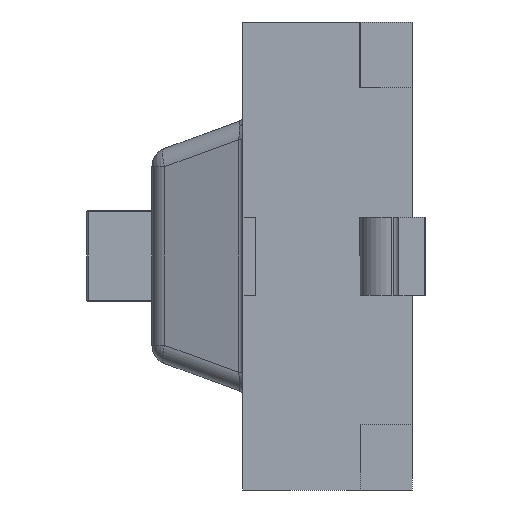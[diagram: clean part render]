
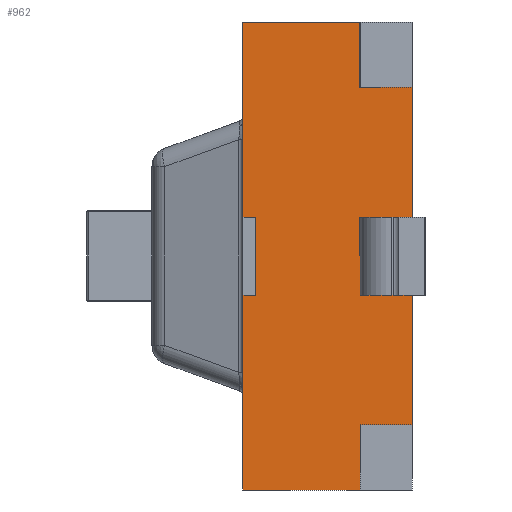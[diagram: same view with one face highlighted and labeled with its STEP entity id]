
A CAD part, left-side view. The second image highlights one B-rep face of the part: STEP entity #962.
In plain terms, the highlighted planar face has unit normal (-1, 0, 0).
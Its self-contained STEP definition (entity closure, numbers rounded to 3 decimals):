
#29 = CARTESIAN_POINT ( 'NONE',  ( -3.05, 1.2, -0.3 ) ) ;
#35 = DIRECTION ( 'NONE',  ( -1., 0., 0. ) ) ;
#53 = FACE_OUTER_BOUND ( 'NONE', #3148, .T. ) ;
#64 = CARTESIAN_POINT ( 'NONE',  ( -3.05, 1.3, -0.3 ) ) ;
#78 = EDGE_LOOP ( 'NONE', ( #219, #1464, #911, #3193 ) ) ;
#164 = VECTOR ( 'NONE', #807, 1000. ) ;
#219 = ORIENTED_EDGE ( 'NONE', *, *, #1068, .F. ) ;
#243 = VERTEX_POINT ( 'NONE', #3983 ) ;
#295 = VECTOR ( 'NONE', #3345, 1000. ) ;
#311 = VERTEX_POINT ( 'NONE', #528 ) ;
#322 = EDGE_CURVE ( 'NONE', #2933, #2924, #1127, .T. ) ;
#332 = CARTESIAN_POINT ( 'NONE',  ( -3.05, 0.2, -0.3 ) ) ;
#340 = VECTOR ( 'NONE', #1742, 1000. ) ;
#350 = VERTEX_POINT ( 'NONE', #1507 ) ;
#460 = CARTESIAN_POINT ( 'NONE',  ( -3.05, 0.4, 1.3 ) ) ;
#470 = EDGE_CURVE ( 'NONE', #243, #311, #1528, .T. ) ;
#482 = VECTOR ( 'NONE', #3688, 1000. ) ;
#498 = CARTESIAN_POINT ( 'NONE',  ( -3.05, 1.2, -0.3 ) ) ;
#503 = VERTEX_POINT ( 'NONE', #3647 ) ;
#520 = EDGE_CURVE ( 'NONE', #4090, #1153, #759, .T. ) ;
#528 = CARTESIAN_POINT ( 'NONE',  ( -3.05, 1.3, 1.8 ) ) ;
#552 = EDGE_CURVE ( 'NONE', #350, #940, #1045, .T. ) ;
#556 = CARTESIAN_POINT ( 'NONE',  ( -3.05, 1.3, -0.3 ) ) ;
#567 = CARTESIAN_POINT ( 'NONE',  ( -3.05, 0.4, 1.3 ) ) ;
#601 = VECTOR ( 'NONE', #3307, 1000. ) ;
#619 = VECTOR ( 'NONE', #2685, 1000. ) ;
#728 = DIRECTION ( 'NONE',  ( 0., -1., 0. ) ) ;
#752 = LINE ( 'NONE', #3356, #2695 ) ;
#755 = PLANE ( 'NONE',  #1737 ) ;
#759 = LINE ( 'NONE', #2670, #601 ) ;
#807 = DIRECTION ( 'NONE',  ( 0., 0., -1. ) ) ;
#840 = CARTESIAN_POINT ( 'NONE',  ( -3.05, 0., 1.3 ) ) ;
#865 = VECTOR ( 'NONE', #4120, 1000. ) ;
#870 = CARTESIAN_POINT ( 'NONE',  ( -3.05, 0.4, -1.3 ) ) ;
#911 = ORIENTED_EDGE ( 'NONE', *, *, #1695, .F. ) ;
#940 = VERTEX_POINT ( 'NONE', #2624 ) ;
#962 = ADVANCED_FACE ( 'NONE', ( #53, #2348 ), #755, .T. ) ;
#964 = ORIENTED_EDGE ( 'NONE', *, *, #1193, .T. ) ;
#1011 = DIRECTION ( 'NONE',  ( 0., 0., 1. ) ) ;
#1039 = LINE ( 'NONE', #460, #619 ) ;
#1045 = LINE ( 'NONE', #1721, #3761 ) ;
#1068 = EDGE_CURVE ( 'NONE', #4041, #350, #1118, .T. ) ;
#1104 = CARTESIAN_POINT ( 'NONE',  ( -3.05, 0.4, -1.3 ) ) ;
#1114 = EDGE_CURVE ( 'NONE', #2047, #4090, #3449, .T. ) ;
#1118 = LINE ( 'NONE', #1441, #1396 ) ;
#1127 = LINE ( 'NONE', #556, #340 ) ;
#1141 = ORIENTED_EDGE ( 'NONE', *, *, #520, .T. ) ;
#1150 = CARTESIAN_POINT ( 'NONE',  ( -3.05, 1.2, 0.3 ) ) ;
#1153 = VERTEX_POINT ( 'NONE', #567 ) ;
#1193 = EDGE_CURVE ( 'NONE', #1819, #2933, #2940, .T. ) ;
#1294 = VERTEX_POINT ( 'NONE', #1150 ) ;
#1335 = VECTOR ( 'NONE', #2930, 1000. ) ;
#1385 = EDGE_CURVE ( 'NONE', #2188, #4041, #3176, .T. ) ;
#1396 = VECTOR ( 'NONE', #2391, 1000. ) ;
#1404 = LINE ( 'NONE', #2633, #295 ) ;
#1441 = CARTESIAN_POINT ( 'NONE',  ( -3.05, 0.4, 0.3 ) ) ;
#1464 = ORIENTED_EDGE ( 'NONE', *, *, #1385, .F. ) ;
#1493 = CARTESIAN_POINT ( 'NONE',  ( -3.05, 0., -1.3 ) ) ;
#1507 = CARTESIAN_POINT ( 'NONE',  ( -3.05, 0.4, 0.3 ) ) ;
#1520 = ORIENTED_EDGE ( 'NONE', *, *, #1772, .T. ) ;
#1528 = LINE ( 'NONE', #2814, #1335 ) ;
#1538 = EDGE_CURVE ( 'NONE', #3751, #2047, #1404, .T. ) ;
#1562 = EDGE_CURVE ( 'NONE', #1628, #3751, #3000, .T. ) ;
#1589 = EDGE_CURVE ( 'NONE', #503, #1294, #2439, .T. ) ;
#1628 = VERTEX_POINT ( 'NONE', #1825 ) ;
#1695 = EDGE_CURVE ( 'NONE', #940, #2188, #752, .T. ) ;
#1718 = ORIENTED_EDGE ( 'NONE', *, *, #1114, .T. ) ;
#1721 = CARTESIAN_POINT ( 'NONE',  ( -3.05, 0.4, -0.3 ) ) ;
#1730 = ORIENTED_EDGE ( 'NONE', *, *, #2869, .T. ) ;
#1737 = AXIS2_PLACEMENT_3D ( 'NONE', #2263, #35, #1011 ) ;
#1741 = ORIENTED_EDGE ( 'NONE', *, *, #322, .T. ) ;
#1742 = DIRECTION ( 'NONE',  ( 0., 0., -1. ) ) ;
#1746 = CARTESIAN_POINT ( 'NONE',  ( -3.05, 1.3, 1.8 ) ) ;
#1772 = EDGE_CURVE ( 'NONE', #1294, #1819, #2990, .T. ) ;
#1809 = CARTESIAN_POINT ( 'NONE',  ( -3.05, 0.2, 0.3 ) ) ;
#1819 = VERTEX_POINT ( 'NONE', #498 ) ;
#1825 = CARTESIAN_POINT ( 'NONE',  ( -3.05, 0.4, -1.8 ) ) ;
#1888 = VECTOR ( 'NONE', #2433, 1000. ) ;
#1942 = CARTESIAN_POINT ( 'NONE',  ( -3.05, 1.3, -1.8 ) ) ;
#2047 = VERTEX_POINT ( 'NONE', #1493 ) ;
#2066 = LINE ( 'NONE', #1746, #164 ) ;
#2188 = VERTEX_POINT ( 'NONE', #332 ) ;
#2204 = ORIENTED_EDGE ( 'NONE', *, *, #2582, .T. ) ;
#2263 = CARTESIAN_POINT ( 'NONE',  ( -3.05, 0., 0. ) ) ;
#2323 = CARTESIAN_POINT ( 'NONE',  ( -3.05, 1.2, 0.3 ) ) ;
#2348 = FACE_BOUND ( 'NONE', #78, .T. ) ;
#2391 = DIRECTION ( 'NONE',  ( 0., 1., 0. ) ) ;
#2433 = DIRECTION ( 'NONE',  ( 0., -1., 0. ) ) ;
#2439 = LINE ( 'NONE', #3734, #482 ) ;
#2443 = EDGE_CURVE ( 'NONE', #1153, #243, #1039, .T. ) ;
#2473 = CARTESIAN_POINT ( 'NONE',  ( -3.05, 0.4, -1.8 ) ) ;
#2486 = VECTOR ( 'NONE', #3577, 1000. ) ;
#2561 = CARTESIAN_POINT ( 'NONE',  ( -3.05, 0., -1.3 ) ) ;
#2582 = EDGE_CURVE ( 'NONE', #2924, #1628, #4012, .T. ) ;
#2589 = DIRECTION ( 'NONE',  ( 0., 0., 1. ) ) ;
#2624 = CARTESIAN_POINT ( 'NONE',  ( -3.05, 0.4, -0.3 ) ) ;
#2633 = CARTESIAN_POINT ( 'NONE',  ( -3.05, 0.4, -1.3 ) ) ;
#2669 = ORIENTED_EDGE ( 'NONE', *, *, #1589, .T. ) ;
#2670 = CARTESIAN_POINT ( 'NONE',  ( -3.05, 0.4, 1.3 ) ) ;
#2685 = DIRECTION ( 'NONE',  ( 0., 0., 1. ) ) ;
#2695 = VECTOR ( 'NONE', #728, 1000. ) ;
#2814 = CARTESIAN_POINT ( 'NONE',  ( -3.05, 0.4, 1.8 ) ) ;
#2839 = CARTESIAN_POINT ( 'NONE',  ( -3.05, 0.2, -0.3 ) ) ;
#2869 = EDGE_CURVE ( 'NONE', #311, #503, #2066, .T. ) ;
#2901 = ORIENTED_EDGE ( 'NONE', *, *, #1562, .T. ) ;
#2924 = VERTEX_POINT ( 'NONE', #1942 ) ;
#2930 = DIRECTION ( 'NONE',  ( 0., 1., 0. ) ) ;
#2933 = VERTEX_POINT ( 'NONE', #64 ) ;
#2940 = LINE ( 'NONE', #29, #2486 ) ;
#2990 = LINE ( 'NONE', #2323, #3227 ) ;
#2999 = DIRECTION ( 'NONE',  ( 0., 0., -1. ) ) ;
#3000 = LINE ( 'NONE', #1104, #3500 ) ;
#3148 = EDGE_LOOP ( 'NONE', ( #964, #1741, #2204, #2901, #3558, #1718, #1141, #3757, #4004, #1730, #2669, #1520 ) ) ;
#3176 = LINE ( 'NONE', #2839, #3443 ) ;
#3193 = ORIENTED_EDGE ( 'NONE', *, *, #552, .F. ) ;
#3227 = VECTOR ( 'NONE', #3900, 1000. ) ;
#3307 = DIRECTION ( 'NONE',  ( 0., 1., 0. ) ) ;
#3345 = DIRECTION ( 'NONE',  ( 0., -1., 0. ) ) ;
#3356 = CARTESIAN_POINT ( 'NONE',  ( -3.05, 0.4, -0.3 ) ) ;
#3443 = VECTOR ( 'NONE', #2589, 1000. ) ;
#3449 = LINE ( 'NONE', #2561, #865 ) ;
#3500 = VECTOR ( 'NONE', #3953, 1000. ) ;
#3558 = ORIENTED_EDGE ( 'NONE', *, *, #1538, .T. ) ;
#3577 = DIRECTION ( 'NONE',  ( 0., 1., 0. ) ) ;
#3647 = CARTESIAN_POINT ( 'NONE',  ( -3.05, 1.3, 0.3 ) ) ;
#3688 = DIRECTION ( 'NONE',  ( 0., -1., 0. ) ) ;
#3734 = CARTESIAN_POINT ( 'NONE',  ( -3.05, 1.3, 0.3 ) ) ;
#3751 = VERTEX_POINT ( 'NONE', #870 ) ;
#3757 = ORIENTED_EDGE ( 'NONE', *, *, #2443, .T. ) ;
#3761 = VECTOR ( 'NONE', #2999, 1000. ) ;
#3900 = DIRECTION ( 'NONE',  ( 0., 0., -1. ) ) ;
#3953 = DIRECTION ( 'NONE',  ( 0., 0., 1. ) ) ;
#3983 = CARTESIAN_POINT ( 'NONE',  ( -3.05, 0.4, 1.8 ) ) ;
#4004 = ORIENTED_EDGE ( 'NONE', *, *, #470, .T. ) ;
#4012 = LINE ( 'NONE', #2473, #1888 ) ;
#4041 = VERTEX_POINT ( 'NONE', #1809 ) ;
#4090 = VERTEX_POINT ( 'NONE', #840 ) ;
#4120 = DIRECTION ( 'NONE',  ( 0., 0., 1. ) ) ;
